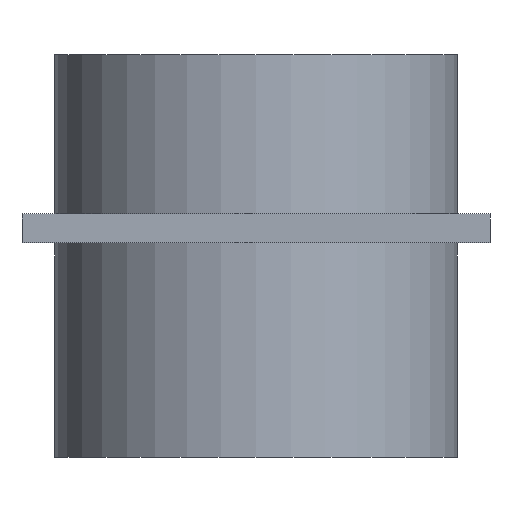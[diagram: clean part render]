
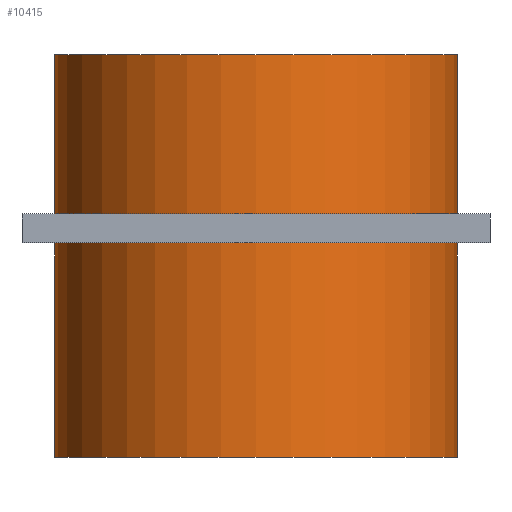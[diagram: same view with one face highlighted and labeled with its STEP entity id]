
A CAD part, front view. The second image highlights one B-rep face of the part: STEP entity #10415.
In plain terms, the highlighted cylindrical face has radius 21.5 mm (diameter 43 mm), a full revolution.
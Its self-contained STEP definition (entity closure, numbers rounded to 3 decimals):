
#10415 = ADVANCED_FACE('',(#10416),#10430,.T.);
#10416 = FACE_BOUND('',#10417,.T.);
#10417 = EDGE_LOOP('',(#10418,#10448,#10478,#10479));
#10418 = ORIENTED_EDGE('',*,*,#10419,.F.);
#10419 = EDGE_CURVE('',#10420,#10422,#10424,.T.);
#10420 = VERTEX_POINT('',#10421);
#10421 = CARTESIAN_POINT('',(21.5,0.,0.));
#10422 = VERTEX_POINT('',#10423);
#10423 = CARTESIAN_POINT('',(21.5,0.,43.));
#10424 = SEAM_CURVE('',#10425,(#10429,#10441),.PCURVE_S1.);
#10425 = LINE('',#10426,#10427);
#10426 = CARTESIAN_POINT('',(21.5,0.,0.));
#10427 = VECTOR('',#10428,1.);
#10428 = DIRECTION('',(0.,0.,1.));
#10429 = PCURVE('',#10430,#10435);
#10430 = CYLINDRICAL_SURFACE('',#10431,21.5);
#10431 = AXIS2_PLACEMENT_3D('',#10432,#10433,#10434);
#10432 = CARTESIAN_POINT('',(0.,0.,0.));
#10433 = DIRECTION('',(0.,0.,-1.));
#10434 = DIRECTION('',(1.,0.,0.));
#10435 = DEFINITIONAL_REPRESENTATION('',(#10436),#10440);
#10436 = LINE('',#10437,#10438);
#10437 = CARTESIAN_POINT('',(6.283,0.));
#10438 = VECTOR('',#10439,1.);
#10439 = DIRECTION('',(0.,-1.));
#10440 = ( GEOMETRIC_REPRESENTATION_CONTEXT(2) 
PARAMETRIC_REPRESENTATION_CONTEXT() REPRESENTATION_CONTEXT('2D SPACE',''
  ) );
#10441 = PCURVE('',#10430,#10442);
#10442 = DEFINITIONAL_REPRESENTATION('',(#10443),#10447);
#10443 = LINE('',#10444,#10445);
#10444 = CARTESIAN_POINT('',(0.,0.));
#10445 = VECTOR('',#10446,1.);
#10446 = DIRECTION('',(0.,-1.));
#10447 = ( GEOMETRIC_REPRESENTATION_CONTEXT(2) 
PARAMETRIC_REPRESENTATION_CONTEXT() REPRESENTATION_CONTEXT('2D SPACE',''
  ) );
#10448 = ORIENTED_EDGE('',*,*,#10449,.T.);
#10449 = EDGE_CURVE('',#10420,#10420,#10450,.T.);
#10450 = SURFACE_CURVE('',#10451,(#10456,#10462),.PCURVE_S1.);
#10451 = CIRCLE('',#10452,21.5);
#10452 = AXIS2_PLACEMENT_3D('',#10453,#10454,#10455);
#10453 = CARTESIAN_POINT('',(0.,0.,0.));
#10454 = DIRECTION('',(0.,0.,1.));
#10455 = DIRECTION('',(1.,0.,0.));
#10456 = PCURVE('',#10430,#10457);
#10457 = DEFINITIONAL_REPRESENTATION('',(#10458),#10461);
#10458 = B_SPLINE_CURVE_WITH_KNOTS('',1,(#10459,#10460),.UNSPECIFIED.,
  .F.,.F.,(2,2),(0.,6.283),.PIECEWISE_BEZIER_KNOTS.);
#10459 = CARTESIAN_POINT('',(6.283,0.));
#10460 = CARTESIAN_POINT('',(0.,0.));
#10461 = ( GEOMETRIC_REPRESENTATION_CONTEXT(2) 
PARAMETRIC_REPRESENTATION_CONTEXT() REPRESENTATION_CONTEXT('2D SPACE',''
  ) );
#10462 = PCURVE('',#10463,#10468);
#10463 = PLANE('',#10464);
#10464 = AXIS2_PLACEMENT_3D('',#10465,#10466,#10467);
#10465 = CARTESIAN_POINT('',(21.5,0.,0.));
#10466 = DIRECTION('',(0.,0.,-1.));
#10467 = DIRECTION('',(-1.,0.,0.));
#10468 = DEFINITIONAL_REPRESENTATION('',(#10469),#10477);
#10469 = ( BOUNDED_CURVE() B_SPLINE_CURVE(2,(#10470,#10471,#10472,#10473
    ,#10474,#10475,#10476),.UNSPECIFIED.,.F.,.F.) 
B_SPLINE_CURVE_WITH_KNOTS((1,2,2,2,2,1),(-2.094,0.,
    2.094,4.189,6.283,8.378),
.UNSPECIFIED.) CURVE() GEOMETRIC_REPRESENTATION_ITEM() 
RATIONAL_B_SPLINE_CURVE((1.,0.5,1.,0.5,1.,0.5,1.)) REPRESENTATION_ITEM(
  '') );
#10470 = CARTESIAN_POINT('',(0.,0.));
#10471 = CARTESIAN_POINT('',(0.,37.239));
#10472 = CARTESIAN_POINT('',(32.25,18.62));
#10473 = CARTESIAN_POINT('',(64.5,0.));
#10474 = CARTESIAN_POINT('',(32.25,-18.62));
#10475 = CARTESIAN_POINT('',(0.,-37.239));
#10476 = CARTESIAN_POINT('',(0.,0.));
#10477 = ( GEOMETRIC_REPRESENTATION_CONTEXT(2) 
PARAMETRIC_REPRESENTATION_CONTEXT() REPRESENTATION_CONTEXT('2D SPACE',''
  ) );
#10478 = ORIENTED_EDGE('',*,*,#10419,.T.);
#10479 = ORIENTED_EDGE('',*,*,#10480,.F.);
#10480 = EDGE_CURVE('',#10422,#10422,#10481,.T.);
#10481 = SURFACE_CURVE('',#10482,(#10487,#10493),.PCURVE_S1.);
#10482 = CIRCLE('',#10483,21.5);
#10483 = AXIS2_PLACEMENT_3D('',#10484,#10485,#10486);
#10484 = CARTESIAN_POINT('',(0.,0.,43.));
#10485 = DIRECTION('',(0.,0.,1.));
#10486 = DIRECTION('',(1.,0.,0.));
#10487 = PCURVE('',#10430,#10488);
#10488 = DEFINITIONAL_REPRESENTATION('',(#10489),#10492);
#10489 = B_SPLINE_CURVE_WITH_KNOTS('',1,(#10490,#10491),.UNSPECIFIED.,
  .F.,.F.,(2,2),(0.,6.283),.PIECEWISE_BEZIER_KNOTS.);
#10490 = CARTESIAN_POINT('',(6.283,-43.));
#10491 = CARTESIAN_POINT('',(0.,-43.));
#10492 = ( GEOMETRIC_REPRESENTATION_CONTEXT(2) 
PARAMETRIC_REPRESENTATION_CONTEXT() REPRESENTATION_CONTEXT('2D SPACE',''
  ) );
#10493 = PCURVE('',#10494,#10499);
#10494 = PLANE('',#10495);
#10495 = AXIS2_PLACEMENT_3D('',#10496,#10497,#10498);
#10496 = CARTESIAN_POINT('',(21.5,0.,43.));
#10497 = DIRECTION('',(0.,0.,-1.));
#10498 = DIRECTION('',(-1.,0.,0.));
#10499 = DEFINITIONAL_REPRESENTATION('',(#10500),#10508);
#10500 = ( BOUNDED_CURVE() B_SPLINE_CURVE(2,(#10501,#10502,#10503,#10504
    ,#10505,#10506,#10507),.UNSPECIFIED.,.F.,.F.) 
B_SPLINE_CURVE_WITH_KNOTS((1,2,2,2,2,1),(-2.094,0.,
    2.094,4.189,6.283,8.378),
.UNSPECIFIED.) CURVE() GEOMETRIC_REPRESENTATION_ITEM() 
RATIONAL_B_SPLINE_CURVE((1.,0.5,1.,0.5,1.,0.5,1.)) REPRESENTATION_ITEM(
  '') );
#10501 = CARTESIAN_POINT('',(0.,0.));
#10502 = CARTESIAN_POINT('',(0.,37.239));
#10503 = CARTESIAN_POINT('',(32.25,18.62));
#10504 = CARTESIAN_POINT('',(64.5,0.));
#10505 = CARTESIAN_POINT('',(32.25,-18.62));
#10506 = CARTESIAN_POINT('',(0.,-37.239));
#10507 = CARTESIAN_POINT('',(0.,0.));
#10508 = ( GEOMETRIC_REPRESENTATION_CONTEXT(2) 
PARAMETRIC_REPRESENTATION_CONTEXT() REPRESENTATION_CONTEXT('2D SPACE',''
  ) );
